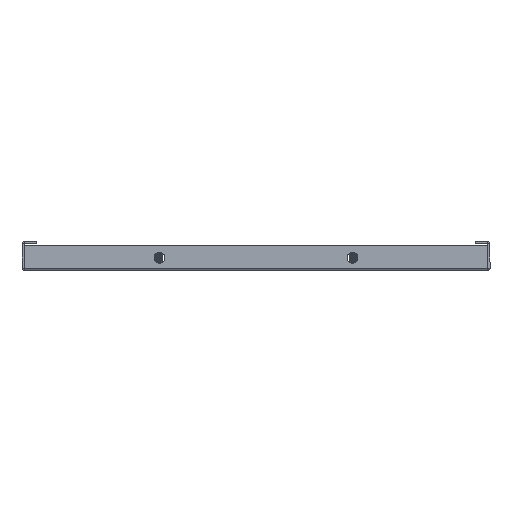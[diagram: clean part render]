
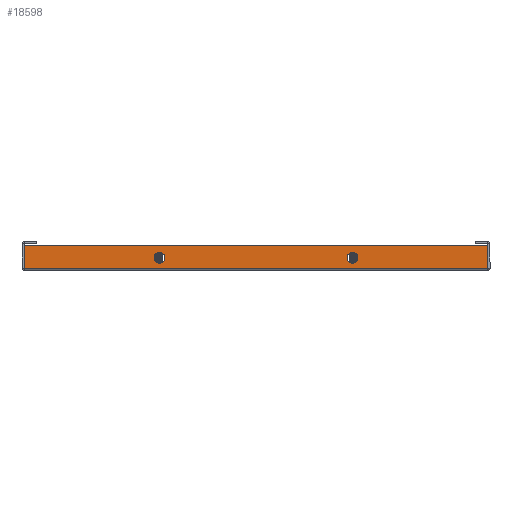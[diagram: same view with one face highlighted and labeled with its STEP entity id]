
A CAD part, front view. The second image highlights one B-rep face of the part: STEP entity #18598.
In plain terms, the highlighted planar face has unit normal (0, -1, 0).
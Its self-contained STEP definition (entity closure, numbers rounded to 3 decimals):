
#2364 = AXIS2_PLACEMENT_3D ( 'NONE', #20081, #20080, #20079 ) ;
#2365 = AXIS2_PLACEMENT_3D ( 'NONE', #20101, #20100, #20099 ) ;
#2437 = EDGE_CURVE ( 'NONE', #10819, #10860, #16083, .T. ) ;
#2439 = EDGE_CURVE ( 'NONE', #10872, #10927, #16051, .T. ) ;
#2440 = EDGE_CURVE ( 'NONE', #10826, #10860, #16055, .T. ) ;
#2442 = EDGE_CURVE ( 'NONE', #10879, #10826, #16050, .T. ) ;
#2443 = EDGE_CURVE ( 'NONE', #10879, #10819, #16049, .T. ) ;
#2444 = EDGE_CURVE ( 'NONE', #10775, #10904, #16045, .T. ) ;
#5112 = DIRECTION ( 'NONE',  ( -1., 0., 0. ) ) ;
#5113 = DIRECTION ( 'NONE',  ( 0., 1., 0. ) ) ;
#5114 = PLANE ( 'NONE',  #17704 ) ;
#5119 = CARTESIAN_POINT ( 'NONE',  ( -171.5, -880.5, 18.5 ) ) ;
#9378 = CARTESIAN_POINT ( 'NONE',  ( -71.4, -880.5, 13.5 ) ) ;
#9402 = CARTESIAN_POINT ( 'NONE',  ( 71.4, -880.5, 5.5 ) ) ;
#9429 = CARTESIAN_POINT ( 'NONE',  ( 171.4, -880.5, 1.51 ) ) ;
#9436 = CARTESIAN_POINT ( 'NONE',  ( -71.4, -880.5, 5.5 ) ) ;
#9449 = CARTESIAN_POINT ( 'NONE',  ( -171.4, -880.5, 18.5 ) ) ;
#9491 = CARTESIAN_POINT ( 'NONE',  ( 171.4, -880.5, 18.5 ) ) ;
#9501 = CARTESIAN_POINT ( 'NONE',  ( -171.4, -880.5, 1.51 ) ) ;
#9555 = CARTESIAN_POINT ( 'NONE',  ( 71.4, -880.5, 13.5 ) ) ;
#10775 = VERTEX_POINT ( 'NONE', #9555 ) ;
#10819 = VERTEX_POINT ( 'NONE', #9501 ) ;
#10826 = VERTEX_POINT ( 'NONE', #9491 ) ;
#10860 = VERTEX_POINT ( 'NONE', #9449 ) ;
#10872 = VERTEX_POINT ( 'NONE', #9436 ) ;
#10879 = VERTEX_POINT ( 'NONE', #9429 ) ;
#10904 = VERTEX_POINT ( 'NONE', #9402 ) ;
#10927 = VERTEX_POINT ( 'NONE', #9378 ) ;
#12727 = EDGE_CURVE ( 'NONE', #10904, #10775, #15925, .T. ) ;
#12735 = EDGE_CURVE ( 'NONE', #10927, #10872, #15555, .T. ) ;
#15555 = CIRCLE ( 'NONE', #21970, 4. ) ;
#15925 = CIRCLE ( 'NONE', #21990, 4. ) ;
#16045 = CIRCLE ( 'NONE', #2364, 4. ) ;
#16048 = VECTOR ( 'NONE', #20082, 1000. ) ;
#16049 = LINE ( 'NONE', #20083, #16048 ) ;
#16050 = LINE ( 'NONE', #20085, #16056 ) ;
#16051 = CIRCLE ( 'NONE', #2365, 4. ) ;
#16054 = VECTOR ( 'NONE', #20096, 1000. ) ;
#16055 = LINE ( 'NONE', #20097, #16054 ) ;
#16056 = VECTOR ( 'NONE', #20084, 1000. ) ;
#16057 = VECTOR ( 'NONE', #20105, 1000. ) ;
#16083 = LINE ( 'NONE', #20107, #16057 ) ;
#17704 = AXIS2_PLACEMENT_3D ( 'NONE', #5119, #5113, #5112 ) ;
#18002 = DIRECTION ( 'NONE',  ( 0., 0., -1. ) ) ;
#18003 = DIRECTION ( 'NONE',  ( 0., -1., 0. ) ) ;
#18017 = CARTESIAN_POINT ( 'NONE',  ( -71.4, -880.5, 9.5 ) ) ;
#18029 = DIRECTION ( 'NONE',  ( 0., 0., -1. ) ) ;
#18030 = DIRECTION ( 'NONE',  ( 0., 1., 0. ) ) ;
#18037 = CARTESIAN_POINT ( 'NONE',  ( 71.4, -880.5, 9.5 ) ) ;
#18598 = ADVANCED_FACE ( 'NONE', ( #21171, #21418, #21415 ), #5114, .F. ) ;
#20079 = DIRECTION ( 'NONE',  ( 0., 0., -1. ) ) ;
#20080 = DIRECTION ( 'NONE',  ( 0., 1., 0. ) ) ;
#20081 = CARTESIAN_POINT ( 'NONE',  ( 71.4, -880.5, 9.5 ) ) ;
#20082 = DIRECTION ( 'NONE',  ( -1., 0., 0. ) ) ;
#20083 = CARTESIAN_POINT ( 'NONE',  ( -171.5, -880.5, 1.51 ) ) ;
#20084 = DIRECTION ( 'NONE',  ( 0., 0., 1. ) ) ;
#20085 = CARTESIAN_POINT ( 'NONE',  ( 171.4, -880.5, 1.51 ) ) ;
#20096 = DIRECTION ( 'NONE',  ( -1., 0., 0. ) ) ;
#20097 = CARTESIAN_POINT ( 'NONE',  ( -171.5, -880.5, 18.5 ) ) ;
#20099 = DIRECTION ( 'NONE',  ( 0., 0., -1. ) ) ;
#20100 = DIRECTION ( 'NONE',  ( 0., -1., 0. ) ) ;
#20101 = CARTESIAN_POINT ( 'NONE',  ( -71.4, -880.5, 9.5 ) ) ;
#20105 = DIRECTION ( 'NONE',  ( 0., 0., 1. ) ) ;
#20107 = CARTESIAN_POINT ( 'NONE',  ( -171.4, -880.5, 1.51 ) ) ;
#21171 = FACE_OUTER_BOUND ( 'NONE', #25550, .T. ) ;
#21415 = FACE_BOUND ( 'NONE', #25557, .T. ) ;
#21418 = FACE_BOUND ( 'NONE', #25555, .T. ) ;
#21970 = AXIS2_PLACEMENT_3D ( 'NONE', #18017, #18003, #18002 ) ;
#21990 = AXIS2_PLACEMENT_3D ( 'NONE', #18037, #18030, #18029 ) ;
#24528 = ORIENTED_EDGE ( 'NONE', *, *, #2442, .T. ) ;
#24530 = ORIENTED_EDGE ( 'NONE', *, *, #2440, .T. ) ;
#24532 = ORIENTED_EDGE ( 'NONE', *, *, #2437, .F. ) ;
#24533 = ORIENTED_EDGE ( 'NONE', *, *, #2443, .F. ) ;
#24535 = ORIENTED_EDGE ( 'NONE', *, *, #2439, .F. ) ;
#24536 = ORIENTED_EDGE ( 'NONE', *, *, #12735, .F. ) ;
#24537 = ORIENTED_EDGE ( 'NONE', *, *, #12727, .T. ) ;
#24538 = ORIENTED_EDGE ( 'NONE', *, *, #2444, .T. ) ;
#25550 = EDGE_LOOP ( 'NONE', ( #24528, #24530, #24532, #24533 ) ) ;
#25555 = EDGE_LOOP ( 'NONE', ( #24535, #24536 ) ) ;
#25557 = EDGE_LOOP ( 'NONE', ( #24537, #24538 ) ) ;
